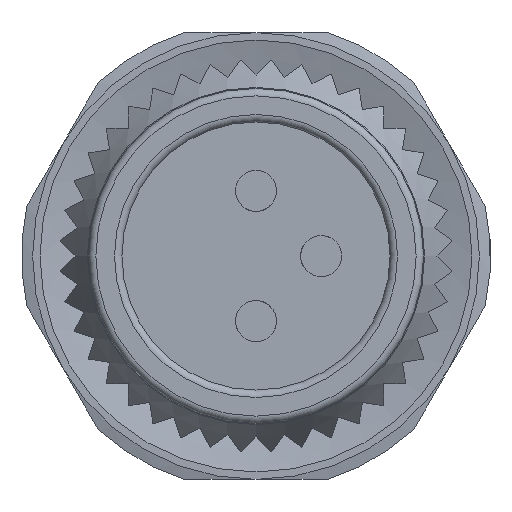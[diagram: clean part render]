
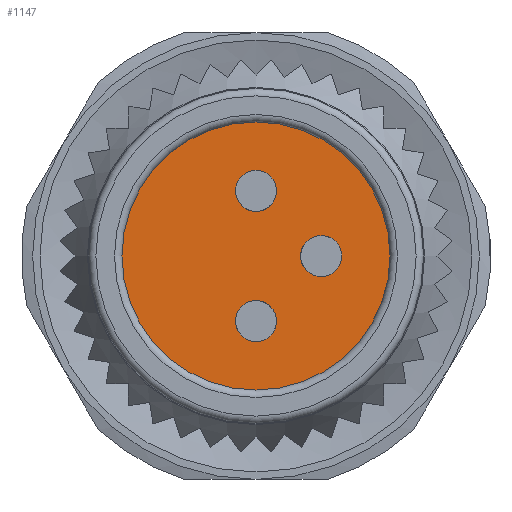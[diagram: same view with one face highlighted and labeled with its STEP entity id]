
A CAD part, left-side view. The second image highlights one B-rep face of the part: STEP entity #1147.
In plain terms, the highlighted planar face has unit normal (-1, 0, 0).
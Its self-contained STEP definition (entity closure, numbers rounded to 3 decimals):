
#1147=ADVANCED_FACE('',(#1347,#1348,#1349,#1350),#1259,.T.);
#1259=PLANE('',#4174);
#1347=FACE_BOUND('',#1614,.T.);
#1348=FACE_BOUND('',#1615,.T.);
#1349=FACE_BOUND('',#1616,.T.);
#1350=FACE_BOUND('',#1617,.T.);
#1614=EDGE_LOOP('',(#2702));
#1615=EDGE_LOOP('',(#2703));
#1616=EDGE_LOOP('',(#2704));
#1617=EDGE_LOOP('',(#2705));
#2702=ORIENTED_EDGE('',*,*,#3634,.F.);
#2703=ORIENTED_EDGE('',*,*,#3635,.F.);
#2704=ORIENTED_EDGE('',*,*,#3636,.F.);
#2705=ORIENTED_EDGE('',*,*,#3591,.T.);
#3048=VERTEX_POINT('',#6756);
#3088=VERTEX_POINT('',#7273);
#3089=VERTEX_POINT('',#7275);
#3090=VERTEX_POINT('',#7277);
#3591=EDGE_CURVE('',#3048,#3048,#3783,.T.);
#3634=EDGE_CURVE('',#3088,#3088,#3802,.T.);
#3635=EDGE_CURVE('',#3089,#3089,#3803,.T.);
#3636=EDGE_CURVE('',#3090,#3090,#3804,.T.);
#3783=CIRCLE('',#4138,3.6);
#3802=CIRCLE('',#4171,0.55);
#3803=CIRCLE('',#4172,0.55);
#3804=CIRCLE('',#4173,0.55);
#4138=AXIS2_PLACEMENT_3D('',#6755,#4994,#4995);
#4171=AXIS2_PLACEMENT_3D('',#7272,#5066,#5067);
#4172=AXIS2_PLACEMENT_3D('',#7274,#5068,#5069);
#4173=AXIS2_PLACEMENT_3D('',#7276,#5070,#5071);
#4174=AXIS2_PLACEMENT_3D('',#7278,#5072,#5073);
#4994=DIRECTION('',(-1.,0.,0.));
#4995=DIRECTION('',(0.,0.,1.));
#5066=DIRECTION('',(-1.,0.,0.));
#5067=DIRECTION('',(0.,0.,1.));
#5068=DIRECTION('',(-1.,0.,0.));
#5069=DIRECTION('',(0.,0.,1.));
#5070=DIRECTION('',(-1.,0.,0.));
#5071=DIRECTION('',(0.,0.,1.));
#5072=DIRECTION('',(-1.,0.,0.));
#5073=DIRECTION('',(0.,0.,1.));
#6755=CARTESIAN_POINT('',(0.2,0.,0.));
#6756=CARTESIAN_POINT('',(0.2,0.,3.6));
#7272=CARTESIAN_POINT('',(0.2,-1.75,0.));
#7273=CARTESIAN_POINT('',(0.2,-1.75,0.55));
#7274=CARTESIAN_POINT('',(0.2,0.,-1.75));
#7275=CARTESIAN_POINT('',(0.2,0.,-1.2));
#7276=CARTESIAN_POINT('',(0.2,0.,1.75));
#7277=CARTESIAN_POINT('',(0.2,0.,2.3));
#7278=CARTESIAN_POINT('',(0.2,0.,0.));
